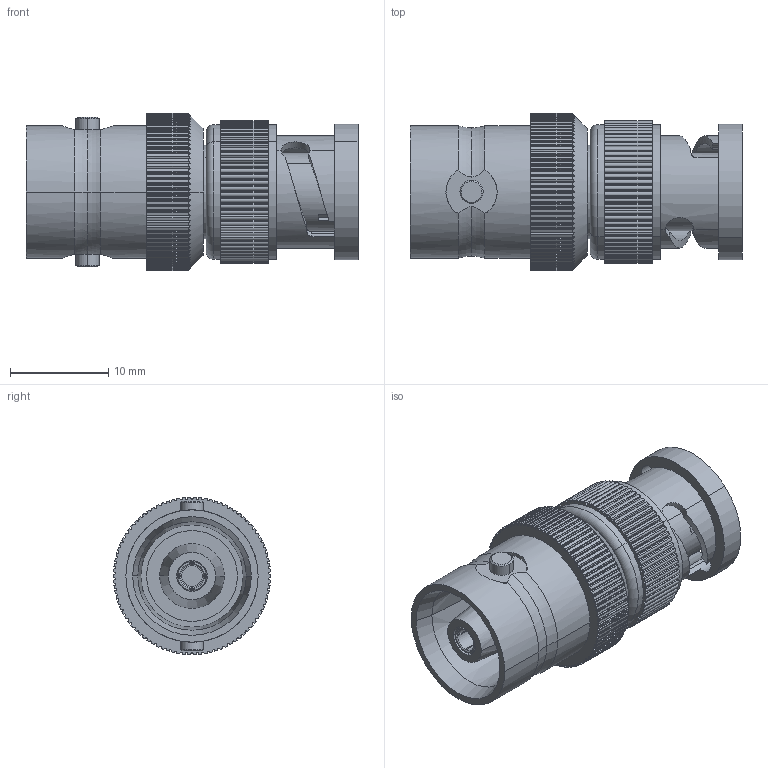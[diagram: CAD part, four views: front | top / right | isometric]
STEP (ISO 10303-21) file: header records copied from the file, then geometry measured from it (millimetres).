
FILE_DESCRIPTION (( 'STEP AP203' ), '1' );
FILE_NAME ('FMAD1283_3D.STEP', '2022-03-18T22:09:14', ( '' ), ( '' ), 'SwSTEP 2.0', 'SolidWorks 2021', '' );
FILE_SCHEMA (( 'CONFIG_CONTROL_DESIGN' ));
Length unit declared in the file: inch
Products named in the file (5): Copy of bnc male^FMAD1283_WITH SHRINK TUBING; FMAD1283_3D; Copy of 11-BNC003-MA1^Copy of bnc male_FMAD1283_with flange; Copy of 11-BNC003-MA2^Copy of bnc male_FMAD1283; Copy of C Female^FMAD1283
Assembly tree (4 placements, depth 3):
  FMAD1283_3D
    Copy of C Female^FMAD1283
    Copy of bnc male^FMAD1283_WITH SHRINK TUBING
      Copy of 11-BNC003-MA1^Copy of bnc male_FMAD1283_with flange
      Copy of 11-BNC003-MA2^Copy of bnc male_FMAD1283
Bounding box: 33.78 x 16 x 16 mm (x, y, z)
Volume: 3602.7 mm3; surface area: 4292.9 mm2
Topology: 3 solids, 6 shells, 1050 faces, 3044 edges, 2018 vertices
Faces by surface type: cylinder 578, plane 418, cone 38, torus 8, bspline 8
Entity records: 38832 total; most frequent: CARTESIAN_POINT 10749, ORIENTED_EDGE 6080, DIRECTION 5604, EDGE_CURVE 3040, AXIS2_PLACEMENT_3D 2052, VERTEX_POINT 2018, VECTOR 1500, LINE 1500
